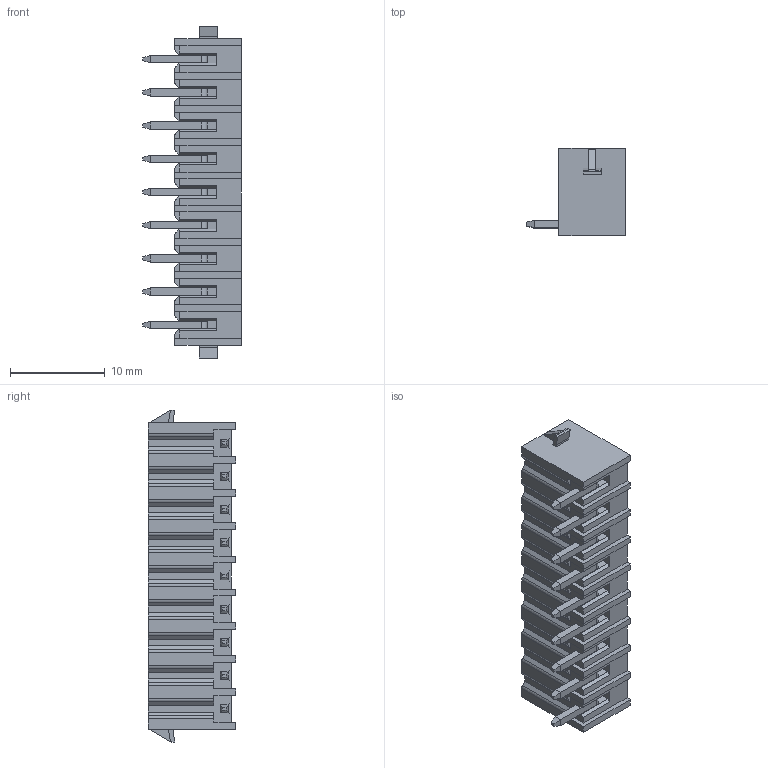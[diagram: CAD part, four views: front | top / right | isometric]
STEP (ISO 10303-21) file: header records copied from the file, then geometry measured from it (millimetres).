
FILE_DESCRIPTION((''),'2;1');
FILE_NAME('PRT0002','2024-10-12T',('sheji'),(''),'PRO/ENGINEER BY PARAMETRIC TECHNOLOGY CORPORATION, 2015240','PRO/ENGINEER BY PARAMETRIC TECHNOLOGY CORPORATION, 2015240','');
FILE_SCHEMA(('CONFIG_CONTROL_DESIGN'));
Length unit declared in the file: millimetre
Products named in the file (1): PRT0002
Bounding box: 10.4 x 9.2 x 35 mm (x, y, z)
Volume: 929.9 mm3; surface area: 2950.6 mm2
Topology: 10 solids, 10 shells, 586 faces, 1557 edges, 1020 vertices
Faces by surface type: plane 476, cylinder 92, cone 18
Entity records: 17982 total; most frequent: CARTESIAN_POINT 3370, ORIENTED_EDGE 3114, DIRECTION 2827, EDGE_CURVE 1557, VECTOR 1315, LINE 1315, VERTEX_POINT 1020, AXIS2_PLACEMENT_3D 756
